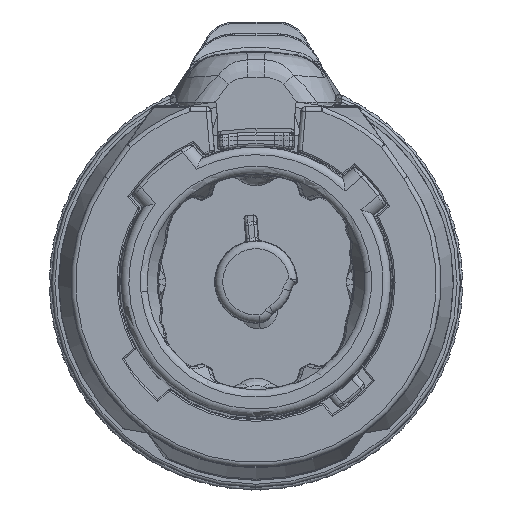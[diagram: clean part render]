
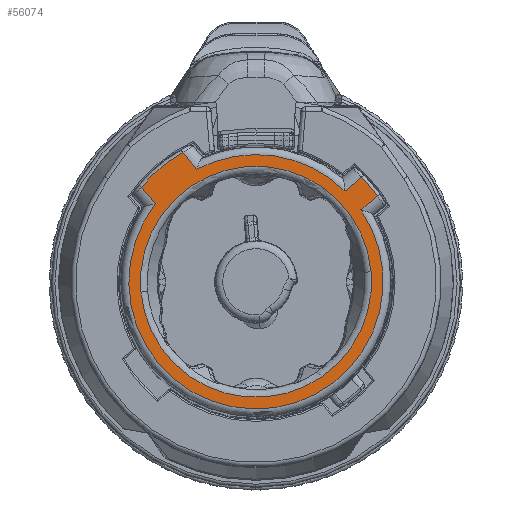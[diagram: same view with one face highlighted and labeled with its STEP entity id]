
A CAD part, top view. The second image highlights one B-rep face of the part: STEP entity #56074.
In plain terms, the highlighted planar face has unit normal (0, 0, 1).
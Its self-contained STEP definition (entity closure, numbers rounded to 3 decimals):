
#8957=CARTESIAN_POINT('',(0.,0.,63.45));
#8958=DIRECTION('',(0.,0.,1.));
#8959=DIRECTION('',(-0.791,0.612,0.));
#8960=AXIS2_PLACEMENT_3D('',#8957,#8958,#8959);
#9157=CARTESIAN_POINT('',(0.,0.,63.45));
#9158=DIRECTION('',(0.,0.,-1.));
#9159=DIRECTION('',(0.996,0.087,0.));
#9160=AXIS2_PLACEMENT_3D('',#9157,#9158,#9159);
#9162=CARTESIAN_POINT('',(0.,0.,63.45));
#9163=DIRECTION('',(0.,0.,-1.));
#9164=DIRECTION('',(-0.996,-0.087,0.));
#9165=AXIS2_PLACEMENT_3D('',#9162,#9163,#9164);
#9167=DIRECTION('',(-0.766,-0.643,0.));
#9168=VECTOR('',#9167,1.403);
#9169=CARTESIAN_POINT('',(7.881,5.569,63.45));
#9170=LINE('',#9169,#9168);
#9171=DIRECTION('',(-0.643,0.766,0.));
#9172=VECTOR('',#9171,1.425);
#9173=CARTESIAN_POINT('',(-6.525,5.053,63.45));
#9174=LINE('',#9173,#9172);
#9175=CARTESIAN_POINT('',(0.,0.,63.45));
#9176=DIRECTION('',(0.,0.,1.));
#9177=DIRECTION('',(-0.493,0.87,0.));
#9178=AXIS2_PLACEMENT_3D('',#9175,#9176,#9177);
#9180=DIRECTION('',(0.643,-0.766,0.));
#9181=VECTOR('',#9180,1.425);
#9182=CARTESIAN_POINT('',(-4.759,8.395,63.45));
#9183=LINE('',#9182,#9181);
#9184=DIRECTION('',(0.766,0.643,0.));
#9185=VECTOR('',#9184,1.403);
#9186=CARTESIAN_POINT('',(5.778,5.892,63.45));
#9187=LINE('',#9186,#9185);
#9188=CARTESIAN_POINT('',(0.,0.,63.45));
#9189=DIRECTION('',(0.,0.,1.));
#9190=DIRECTION('',(0.817,0.577,0.));
#9191=AXIS2_PLACEMENT_3D('',#9188,#9189,#9190);
#13629=CARTESIAN_POINT('',(0.,0.,63.45));
#13630=DIRECTION('',(0.,0.,1.));
#13631=DIRECTION('',(0.7,0.714,0.));
#13632=AXIS2_PLACEMENT_3D('',#13629,#13630,#13631);
#40186=CARTESIAN_POINT('',(7.469,0.653,63.45));
#40187=CARTESIAN_POINT('',(-7.469,-0.653,63.45));
#40188=VERTEX_POINT('',#40186);
#40189=VERTEX_POINT('',#40187);
#40538=CARTESIAN_POINT('',(7.881,5.569,63.45));
#40539=CARTESIAN_POINT('',(6.806,4.667,63.45));
#40540=VERTEX_POINT('',#40538);
#40541=VERTEX_POINT('',#40539);
#40548=CARTESIAN_POINT('',(6.853,6.794,63.45));
#40549=VERTEX_POINT('',#40548);
#40550=CARTESIAN_POINT('',(-4.759,8.395,63.45));
#40551=CARTESIAN_POINT('',(-7.441,6.145,63.45));
#40552=VERTEX_POINT('',#40550);
#40553=VERTEX_POINT('',#40551);
#40560=CARTESIAN_POINT('',(-6.525,5.053,63.45));
#40561=VERTEX_POINT('',#40560);
#40573=CARTESIAN_POINT('',(5.778,5.892,63.45));
#40574=VERTEX_POINT('',#40573);
#40575=CARTESIAN_POINT('',(-3.843,7.303,63.45));
#40576=VERTEX_POINT('',#40575);
#56048=CARTESIAN_POINT('',(0.,0.,63.45));
#56049=DIRECTION('',(0.,0.,1.));
#56050=DIRECTION('',(-0.766,-0.643,0.));
#56051=AXIS2_PLACEMENT_3D('',#56048,#56049,#56050);
#56052=PLANE('',#56051);
#56054=ORIENTED_EDGE('',*,*,#56053,.T.);
#56055=ORIENTED_EDGE('',*,*,#55792,.F.);
#56056=ORIENTED_EDGE('',*,*,#55809,.T.);
#56058=ORIENTED_EDGE('',*,*,#56057,.F.);
#56059=ORIENTED_EDGE('',*,*,#56037,.T.);
#56061=ORIENTED_EDGE('',*,*,#56060,.F.);
#56063=ORIENTED_EDGE('',*,*,#56062,.T.);
#56065=ORIENTED_EDGE('',*,*,#56064,.F.);
#56066=EDGE_LOOP('',(#56054,#56055,#56056,#56058,#56059,#56061,#56063,#56065));
#56067=FACE_OUTER_BOUND('',#56066,.F.);
#56069=ORIENTED_EDGE('',*,*,#56068,.F.);
#56071=ORIENTED_EDGE('',*,*,#56070,.F.);
#56072=EDGE_LOOP('',(#56069,#56071));
#56073=FACE_BOUND('',#56072,.F.);
#56074=ADVANCED_FACE('',(#56067,#56073),#56052,.T.);
#8961=CIRCLE('',#8960,8.253);
#9161=CIRCLE('',#9160,7.497);
#9166=CIRCLE('',#9165,7.497);
#9179=CIRCLE('',#9178,9.65);
#9192=CIRCLE('',#9191,9.65);
#13633=CIRCLE('',#13632,8.253);
#55792=EDGE_CURVE('',#40561,#40541,#8961,.T.);
#55809=EDGE_CURVE('',#40561,#40553,#9174,.T.);
#56037=EDGE_CURVE('',#40552,#40576,#9183,.T.);
#56053=EDGE_CURVE('',#40540,#40541,#9170,.T.);
#56057=EDGE_CURVE('',#40552,#40553,#9179,.T.);
#56060=EDGE_CURVE('',#40574,#40576,#13633,.T.);
#56062=EDGE_CURVE('',#40574,#40549,#9187,.T.);
#56064=EDGE_CURVE('',#40540,#40549,#9192,.T.);
#56068=EDGE_CURVE('',#40188,#40189,#9161,.T.);
#56070=EDGE_CURVE('',#40189,#40188,#9166,.T.);
